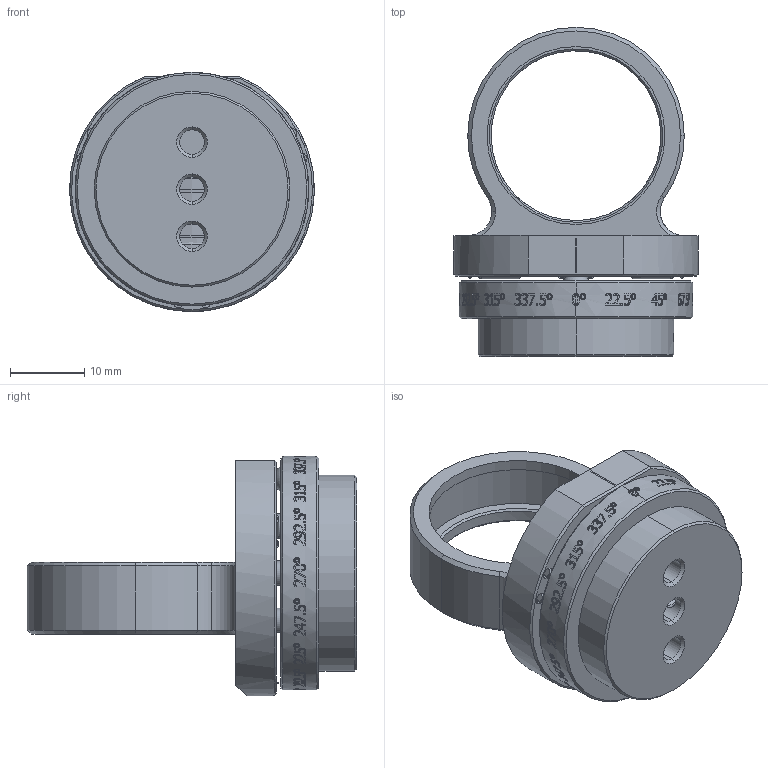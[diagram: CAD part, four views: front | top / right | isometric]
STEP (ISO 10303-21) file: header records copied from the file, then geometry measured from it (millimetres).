
FILE_DESCRIPTION (( 'STEP AP203' ), '1' );
FILE_NAME ('1.3.7.2_ZZF-16NX1.0_16档位分度安装座，用于?1英寸光', '2024-05-31T07:11:52', ( '' ), ( '' ), 'SwSTEP 2.0', 'SolidWorks 2021', '' );
FILE_SCHEMA (( 'CONFIG_CONTROL_DESIGN' ));
Products named in the file (1): 1.3.7.2_ZZF-16NX1.0_16档位分度安装座，用于?1英寸光学元件，M4螺纹
Bounding box: 33 x 44.4 x 32.25 mm (x, y, z)
Surface area: 6360 mm2 (no closed solid volume)
Topology: 0 solids, 30 shells, 447 faces, 2746 edges, 2268 vertices
Faces by surface type: bspline 156, cylinder 149, plane 95, cone 45, sphere 2
Entity records: 52570 total; most frequent: CARTESIAN_POINT 35415, ORIENTED_EDGE 3505, EDGE_CURVE 2741, DIRECTION 2280, VERTEX_POINT 2265, B_SPLINE_CURVE_WITH_KNOTS 1566, AXIS2_PLACEMENT_3D 813, LINE 654
